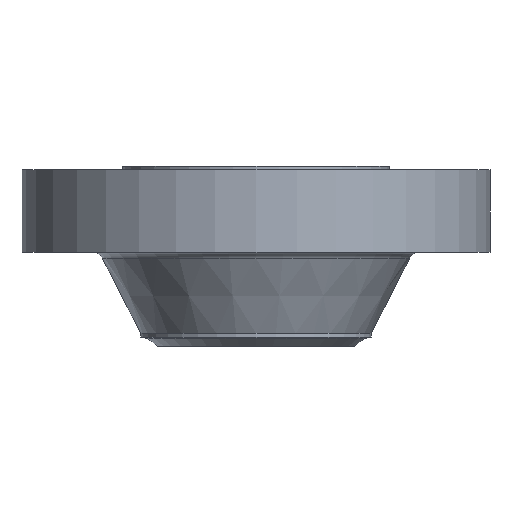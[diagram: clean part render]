
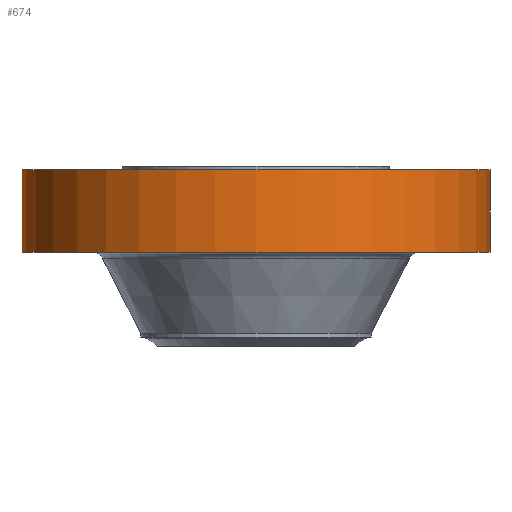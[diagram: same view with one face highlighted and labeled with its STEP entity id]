
A CAD part, front view. The second image highlights one B-rep face of the part: STEP entity #674.
In plain terms, the highlighted cylindrical face has radius 412.75 mm (diameter 825.5 mm), a partial arc.
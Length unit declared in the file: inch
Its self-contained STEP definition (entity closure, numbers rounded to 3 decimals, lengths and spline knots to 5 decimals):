
#16 = AXIS2_PLACEMENT_3D ( 'NONE', #840, #715, #597 ) ;
#30 = CARTESIAN_POINT ( 'NONE',  ( 16.25, 0., -6. ) ) ;
#32 = ORIENTED_EDGE ( 'NONE', *, *, #850, .F. ) ;
#94 = DIRECTION ( 'NONE',  ( 0., 0., 1. ) ) ;
#136 = CIRCLE ( 'NONE', #946, 16.25 ) ;
#194 = DIRECTION ( 'NONE',  ( 1., 0., 0. ) ) ;
#220 = CARTESIAN_POINT ( 'NONE',  ( -16.25, 0., -0.25 ) ) ;
#253 = DIRECTION ( 'NONE',  ( 1., 0., 0. ) ) ;
#261 = VERTEX_POINT ( 'NONE', #381 ) ;
#355 = CARTESIAN_POINT ( 'NONE',  ( -16.25, 0., 0. ) ) ;
#381 = CARTESIAN_POINT ( 'NONE',  ( -16.25, 0., -6. ) ) ;
#422 = CIRCLE ( 'NONE', #16, 16.25 ) ;
#472 = VERTEX_POINT ( 'NONE', #30 ) ;
#507 = ORIENTED_EDGE ( 'NONE', *, *, #947, .T. ) ;
#515 = CARTESIAN_POINT ( 'NONE',  ( 16.25, 0., -0.25 ) ) ;
#542 = DIRECTION ( 'NONE',  ( 0., 0., 1. ) ) ;
#554 = CARTESIAN_POINT ( 'NONE',  ( 0., 0., 0. ) ) ;
#582 = VERTEX_POINT ( 'NONE', #220 ) ;
#597 = DIRECTION ( 'NONE',  ( 1., 0., 0. ) ) ;
#602 = CARTESIAN_POINT ( 'NONE',  ( 0., 0., -6. ) ) ;
#604 = CARTESIAN_POINT ( 'NONE',  ( 16.25, 0., 0. ) ) ;
#674 = ADVANCED_FACE ( 'NONE', ( #1080 ), #1495, .T. ) ;
#715 = DIRECTION ( 'NONE',  ( 0., 0., 1. ) ) ;
#840 = CARTESIAN_POINT ( 'NONE',  ( 0., 0., -0.25 ) ) ;
#850 = EDGE_CURVE ( 'NONE', #582, #1564, #422, .T. ) ;
#946 = AXIS2_PLACEMENT_3D ( 'NONE', #602, #1157, #194 ) ;
#947 = EDGE_CURVE ( 'NONE', #472, #1564, #1596, .T. ) ;
#1008 = EDGE_CURVE ( 'NONE', #261, #582, #1573, .T. ) ;
#1080 = FACE_OUTER_BOUND ( 'NONE', #1612, .T. ) ;
#1084 = AXIS2_PLACEMENT_3D ( 'NONE', #554, #542, #253 ) ;
#1157 = DIRECTION ( 'NONE',  ( 0., 0., 1. ) ) ;
#1408 = ORIENTED_EDGE ( 'NONE', *, *, #1710, .T. ) ;
#1495 = CYLINDRICAL_SURFACE ( 'NONE', #1084, 16.25 ) ;
#1564 = VERTEX_POINT ( 'NONE', #515 ) ;
#1573 = LINE ( 'NONE', #355, #1606 ) ;
#1596 = LINE ( 'NONE', #604, #1784 ) ;
#1604 = DIRECTION ( 'NONE',  ( 0., 0., 1. ) ) ;
#1606 = VECTOR ( 'NONE', #1604, 39.37008 ) ;
#1612 = EDGE_LOOP ( 'NONE', ( #1769, #1408, #507, #32 ) ) ;
#1710 = EDGE_CURVE ( 'NONE', #261, #472, #136, .T. ) ;
#1769 = ORIENTED_EDGE ( 'NONE', *, *, #1008, .F. ) ;
#1784 = VECTOR ( 'NONE', #94, 39.37008 ) ;
